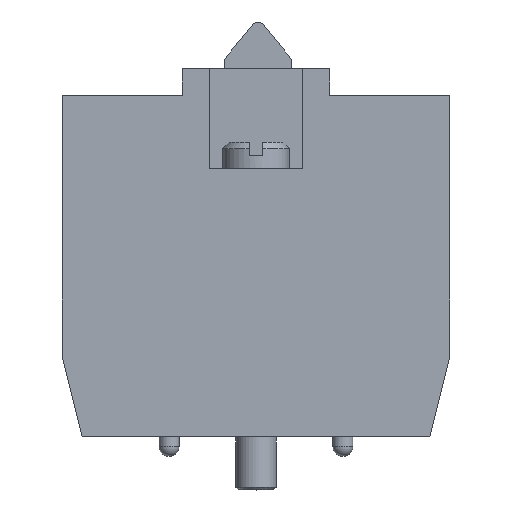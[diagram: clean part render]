
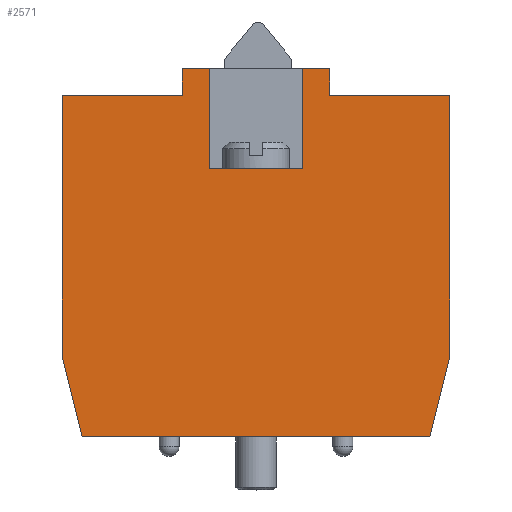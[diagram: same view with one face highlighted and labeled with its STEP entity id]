
A CAD part, top view. The second image highlights one B-rep face of the part: STEP entity #2571.
In plain terms, the highlighted planar face has unit normal (0, 0, 1).
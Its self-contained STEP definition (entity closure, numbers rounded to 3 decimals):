
#280=FACE_OUTER_BOUND('',#438,.T.);
#438=EDGE_LOOP('',(#1965,#1966,#1967,#1968,#1969,#1970,#1971,#1972,#1973,
#1974,#1975,#1976,#1977,#1978));
#582=LINE('',#3722,#848);
#585=LINE('',#3733,#851);
#613=LINE('',#3806,#879);
#618=LINE('',#3817,#884);
#620=LINE('',#3821,#886);
#624=LINE('',#3828,#890);
#650=LINE('',#3913,#916);
#655=LINE('',#3922,#921);
#656=LINE('',#3924,#922);
#658=LINE('',#3928,#924);
#659=LINE('',#3930,#925);
#661=LINE('',#3933,#927);
#662=LINE('',#3936,#928);
#664=LINE('',#3939,#930);
#848=VECTOR('',#2961,26.);
#851=VECTOR('',#2972,6.185);
#879=VECTOR('',#3040,2.);
#884=VECTOR('',#3049,2.);
#886=VECTOR('',#3053,2.);
#890=VECTOR('',#3057,2.);
#916=VECTOR('',#3157,7.5);
#921=VECTOR('',#3166,7.5);
#922=VECTOR('',#3169,7.);
#924=VECTOR('',#3173,9.);
#925=VECTOR('',#3174,9.);
#927=VECTOR('',#3178,19.5);
#928=VECTOR('',#3181,6.185);
#930=VECTOR('',#3185,19.5);
#1109=VERTEX_POINT('',#3719);
#1110=VERTEX_POINT('',#3721);
#1114=VERTEX_POINT('',#3731);
#1136=VERTEX_POINT('',#3799);
#1139=VERTEX_POINT('',#3804);
#1142=VERTEX_POINT('',#3814);
#1143=VERTEX_POINT('',#3816);
#1144=VERTEX_POINT('',#3820);
#1147=VERTEX_POINT('',#3826);
#1168=VERTEX_POINT('',#3910);
#1171=VERTEX_POINT('',#3920);
#1172=VERTEX_POINT('',#3926);
#1173=VERTEX_POINT('',#3929);
#1174=VERTEX_POINT('',#3935);
#1364=EDGE_CURVE('',#1109,#1110,#582,.T.);
#1370=EDGE_CURVE('',#1114,#1109,#585,.T.);
#1405=EDGE_CURVE('',#1139,#1136,#613,.T.);
#1410=EDGE_CURVE('',#1143,#1142,#618,.T.);
#1412=EDGE_CURVE('',#1144,#1136,#620,.T.);
#1416=EDGE_CURVE('',#1142,#1147,#624,.T.);
#1454=EDGE_CURVE('',#1147,#1168,#650,.T.);
#1459=EDGE_CURVE('',#1171,#1144,#655,.T.);
#1460=EDGE_CURVE('',#1168,#1171,#656,.T.);
#1462=EDGE_CURVE('',#1172,#1139,#658,.T.);
#1463=EDGE_CURVE('',#1143,#1173,#659,.T.);
#1465=EDGE_CURVE('',#1173,#1114,#661,.T.);
#1466=EDGE_CURVE('',#1110,#1174,#662,.T.);
#1468=EDGE_CURVE('',#1174,#1172,#664,.T.);
#1965=ORIENTED_EDGE('',*,*,#1459,.T.);
#1966=ORIENTED_EDGE('',*,*,#1412,.T.);
#1967=ORIENTED_EDGE('',*,*,#1405,.F.);
#1968=ORIENTED_EDGE('',*,*,#1462,.F.);
#1969=ORIENTED_EDGE('',*,*,#1468,.F.);
#1970=ORIENTED_EDGE('',*,*,#1466,.F.);
#1971=ORIENTED_EDGE('',*,*,#1364,.F.);
#1972=ORIENTED_EDGE('',*,*,#1370,.F.);
#1973=ORIENTED_EDGE('',*,*,#1465,.F.);
#1974=ORIENTED_EDGE('',*,*,#1463,.F.);
#1975=ORIENTED_EDGE('',*,*,#1410,.T.);
#1976=ORIENTED_EDGE('',*,*,#1416,.T.);
#1977=ORIENTED_EDGE('',*,*,#1454,.T.);
#1978=ORIENTED_EDGE('',*,*,#1460,.T.);
#2450=PLANE('',#2746);
#2571=ADVANCED_FACE('',(#280),#2450,.T.);
#2746=AXIS2_PLACEMENT_3D('',#3940,#3186,#3187);
#2961=DIRECTION('',(-1.,0.,0.));
#2972=DIRECTION('',(-0.243,-0.97,0.));
#3040=DIRECTION('',(0.,1.,0.));
#3049=DIRECTION('',(0.,1.,0.));
#3053=DIRECTION('',(-1.,0.,0.));
#3057=DIRECTION('',(-1.,0.,0.));
#3157=DIRECTION('',(0.,-1.,0.));
#3166=DIRECTION('',(0.,1.,0.));
#3169=DIRECTION('',(-1.,0.,0.));
#3173=DIRECTION('',(1.,0.,0.));
#3174=DIRECTION('',(1.,0.,0.));
#3178=DIRECTION('',(0.,-1.,0.));
#3181=DIRECTION('',(-0.243,0.97,0.));
#3185=DIRECTION('',(0.,1.,0.));
#3186=DIRECTION('center_axis',(0.,0.,1.));
#3187=DIRECTION('ref_axis',(1.,0.,0.));
#3719=CARTESIAN_POINT('',(-17.437,1.797,14.7));
#3721=CARTESIAN_POINT('',(-43.437,1.797,14.7));
#3722=CARTESIAN_POINT('',(-17.437,1.797,14.7));
#3731=CARTESIAN_POINT('',(-15.937,7.797,14.7));
#3733=CARTESIAN_POINT('',(-15.937,7.797,14.7));
#3799=CARTESIAN_POINT('',(-35.937,29.297,14.7));
#3804=CARTESIAN_POINT('',(-35.937,27.297,14.7));
#3806=CARTESIAN_POINT('',(-35.937,27.297,14.7));
#3814=CARTESIAN_POINT('',(-24.937,29.297,14.7));
#3816=CARTESIAN_POINT('',(-24.937,27.297,14.7));
#3817=CARTESIAN_POINT('',(-24.937,27.297,14.7));
#3820=CARTESIAN_POINT('',(-33.937,29.297,14.7));
#3821=CARTESIAN_POINT('',(-33.937,29.297,14.7));
#3826=CARTESIAN_POINT('',(-26.937,29.297,14.7));
#3828=CARTESIAN_POINT('',(-24.937,29.297,14.7));
#3910=CARTESIAN_POINT('',(-26.937,21.797,14.7));
#3913=CARTESIAN_POINT('',(-26.937,29.297,14.7));
#3920=CARTESIAN_POINT('',(-33.937,21.797,14.7));
#3922=CARTESIAN_POINT('',(-33.937,21.797,14.7));
#3924=CARTESIAN_POINT('',(-26.937,21.797,14.7));
#3926=CARTESIAN_POINT('',(-44.937,27.297,14.7));
#3928=CARTESIAN_POINT('',(-44.937,27.297,14.7));
#3929=CARTESIAN_POINT('',(-15.937,27.297,14.7));
#3930=CARTESIAN_POINT('',(-24.937,27.297,14.7));
#3933=CARTESIAN_POINT('',(-15.937,27.297,14.7));
#3935=CARTESIAN_POINT('',(-44.937,7.797,14.7));
#3936=CARTESIAN_POINT('',(-43.437,1.797,14.7));
#3939=CARTESIAN_POINT('',(-44.937,7.797,14.7));
#3940=CARTESIAN_POINT('Origin',(-30.437,14.873,14.7));
